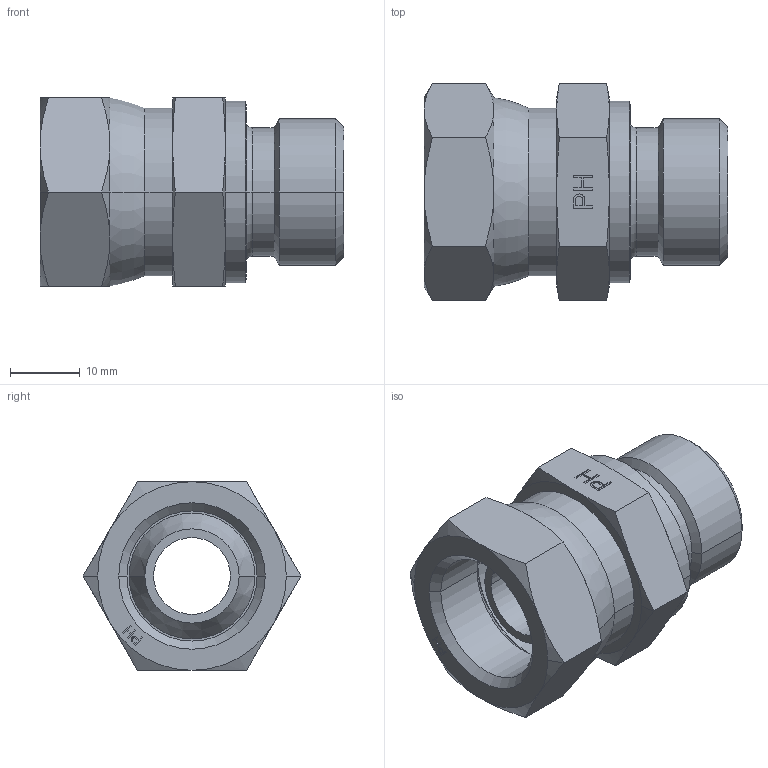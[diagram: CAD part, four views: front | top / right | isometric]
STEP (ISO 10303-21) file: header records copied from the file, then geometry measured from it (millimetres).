
FILE_DESCRIPTION(('Creo Elements/Direct Modeling STEP Export'),'2;1');
FILE_NAME('2050511-08-08-GA-DKR-AGR_1_2zoll.stp','2017-09-19T11:50:06',(''),(''),'PTC Creo Elements/Direct Modeling STEP processor for AP214 (Solid Model)','PTC Creo Elements/Direct Modeling 19.0A 04-Oct-2014 (C) Parametric Technology GmbH','');
FILE_SCHEMA(('AUTOMOTIVE_DESIGN { 1 0 10303 214 1 1 1 1 }'));
Length unit declared in the file: millimetre
Products named in the file (3): 2050511_08_08_P1; CM_1_2; 2050511_08_08
Assembly tree (2 placements, depth 2):
  2050511_08_08
    CM_1_2
    2050511_08_08_P1
Bounding box: 43.5 x 31.18 x 27 mm (x, y, z)
Volume: 14934.2 mm3; surface area: 8236.8 mm2
Topology: 2 solids, 2 shells, 144 faces, 328 edges, 198 vertices
Faces by surface type: plane 66, cone 48, cylinder 22, torus 8
Entity records: 5090 total; most frequent: CARTESIAN_POINT 2034, ORIENTED_EDGE 656, DIRECTION 518, EDGE_CURVE 328, VERTEX_POINT 198, VECTOR 178, LINE 178, AXIS2_PLACEMENT_3D 170
